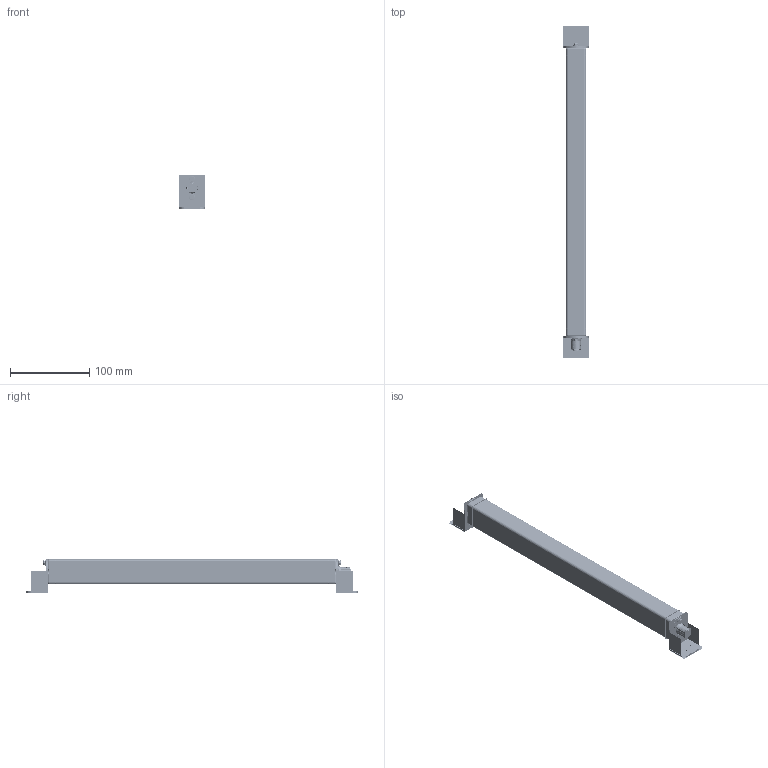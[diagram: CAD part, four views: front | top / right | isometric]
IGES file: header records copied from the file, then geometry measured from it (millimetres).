
Start section:  PTC IGES file: 139566.igs
Global section: file name: 139566.igs; native system: Creo Parametric by Parametric Technology Corporation; preprocessor: 2013230; author: pdmadmin; organization: Unknown; date: 20160204.085245; units: millimetre
Bounding box: 33.02 x 420.11 x 43.9 mm (x, y, z)
Volume: 104834.9 mm3; surface area: 617009.4 mm2
Topology: 29 solids, 36 shells, 4434 faces, 22944 edges, 29072 vertices
Faces by surface type: revolution 2462, bspline 1972
